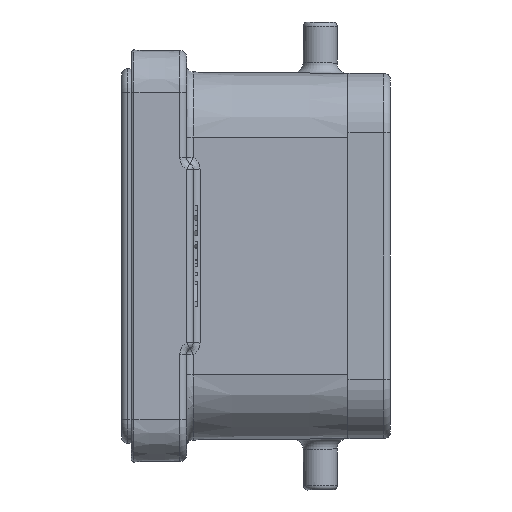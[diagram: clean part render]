
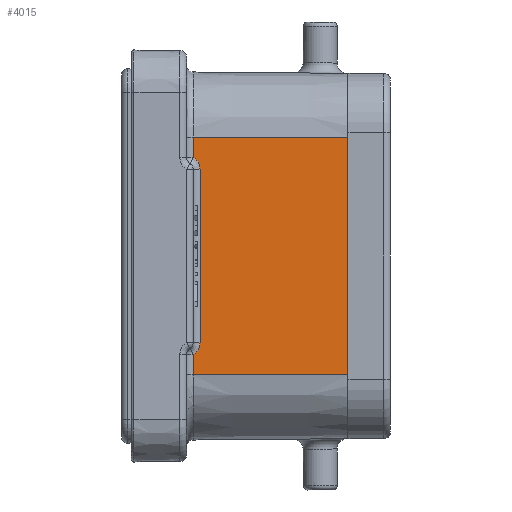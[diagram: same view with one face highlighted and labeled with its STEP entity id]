
A CAD part, left-side view. The second image highlights one B-rep face of the part: STEP entity #4015.
In plain terms, the highlighted planar face has unit normal (-1, -0.009, 0).
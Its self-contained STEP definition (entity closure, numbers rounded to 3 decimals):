
#677=ELLIPSE('',#14010,1.6,1.6);
#678=ELLIPSE('',#14015,1.6,1.6);
#1053=FACE_OUTER_BOUND('',#5073,.T.);
#1836=LINE('',#20712,#2801);
#1838=LINE('',#20739,#2803);
#1858=LINE('',#20867,#2823);
#1881=LINE('',#20951,#2846);
#1882=LINE('',#20953,#2847);
#1883=LINE('',#20955,#2848);
#2801=VECTOR('',#16479,1.);
#2803=VECTOR('',#16501,1.);
#2823=VECTOR('',#16621,1.);
#2846=VECTOR('',#16700,1.);
#2847=VECTOR('',#16703,1.);
#2848=VECTOR('',#16704,1.);
#3550=PLANE('',#14092);
#4015=ADVANCED_FACE('',(#1053),#3550,.T.);
#5073=EDGE_LOOP('',(#6861,#6862,#6863,#6864,#6865,#6866,#6867,#6868));
#6861=ORIENTED_EDGE('',*,*,#11477,.T.);
#6862=ORIENTED_EDGE('',*,*,#11439,.T.);
#6863=ORIENTED_EDGE('',*,*,#11393,.F.);
#6864=ORIENTED_EDGE('',*,*,#11391,.T.);
#6865=ORIENTED_EDGE('',*,*,#11388,.F.);
#6866=ORIENTED_EDGE('',*,*,#11383,.T.);
#6867=ORIENTED_EDGE('',*,*,#11476,.T.);
#6868=ORIENTED_EDGE('',*,*,#11478,.F.);
#9938=VERTEX_POINT('',#20702);
#9939=VERTEX_POINT('',#20711);
#9941=VERTEX_POINT('',#20723);
#9942=VERTEX_POINT('',#20738);
#9943=VERTEX_POINT('',#20742);
#9965=VERTEX_POINT('',#20868);
#9985=VERTEX_POINT('',#20948);
#9986=VERTEX_POINT('',#20954);
#11383=EDGE_CURVE('',#9939,#9938,#1836,.T.);
#11388=EDGE_CURVE('',#9939,#9941,#677,.T.);
#11391=EDGE_CURVE('',#9942,#9941,#1838,.T.);
#11393=EDGE_CURVE('',#9942,#9943,#678,.T.);
#11439=EDGE_CURVE('',#9965,#9943,#1858,.T.);
#11476=EDGE_CURVE('',#9938,#9985,#1881,.T.);
#11477=EDGE_CURVE('',#9986,#9965,#1882,.T.);
#11478=EDGE_CURVE('',#9986,#9985,#1883,.T.);
#14010=AXIS2_PLACEMENT_3D('',#20722,#16495,#16496);
#14015=AXIS2_PLACEMENT_3D('',#20743,#16506,#16507);
#14092=AXIS2_PLACEMENT_3D('',#20956,#16705,#16706);
#16479=DIRECTION('',(0.,0.,-1.));
#16495=DIRECTION('',(-1.,-0.009,0.));
#16496=DIRECTION('',(0.009,-1.,0.));
#16501=DIRECTION('',(0.,0.,-1.));
#16506=DIRECTION('',(-1.,-0.009,0.));
#16507=DIRECTION('',(-0.009,1.,0.));
#16621=DIRECTION('',(0.,0.,-1.));
#16700=DIRECTION('',(0.009,-1.,0.));
#16703=DIRECTION('',(-0.009,1.,0.));
#16704=DIRECTION('',(0.,0.,-1.));
#16705=DIRECTION('',(-1.,-0.009,0.));
#16706=DIRECTION('',(0.,0.,-1.));
#20702=CARTESIAN_POINT('',(-36.659,18.207,-14.));
#20711=CARTESIAN_POINT('',(-36.659,18.207,-11.586));
#20712=CARTESIAN_POINT('',(-36.659,18.207,-23.853));
#20722=CARTESIAN_POINT('',(-36.666,19.007,-10.2));
#20723=CARTESIAN_POINT('',(-36.652,17.407,-10.2));
#20738=CARTESIAN_POINT('',(-36.652,17.407,10.2));
#20739=CARTESIAN_POINT('',(-36.652,17.407,10.2));
#20742=CARTESIAN_POINT('',(-36.659,18.207,11.586));
#20743=CARTESIAN_POINT('',(-36.666,19.007,10.2));
#20867=CARTESIAN_POINT('',(-36.659,18.207,-23.853));
#20868=CARTESIAN_POINT('',(-36.659,18.207,14.));
#20948=CARTESIAN_POINT('',(-36.5,0.,-14.));
#20951=CARTESIAN_POINT('',(-36.579,9.037,-14.));
#20953=CARTESIAN_POINT('',(-36.579,9.037,14.));
#20954=CARTESIAN_POINT('',(-36.5,0.,14.));
#20955=CARTESIAN_POINT('',(-36.5,0.,14.));
#20956=CARTESIAN_POINT('',(-36.5,0.,-23.853));
